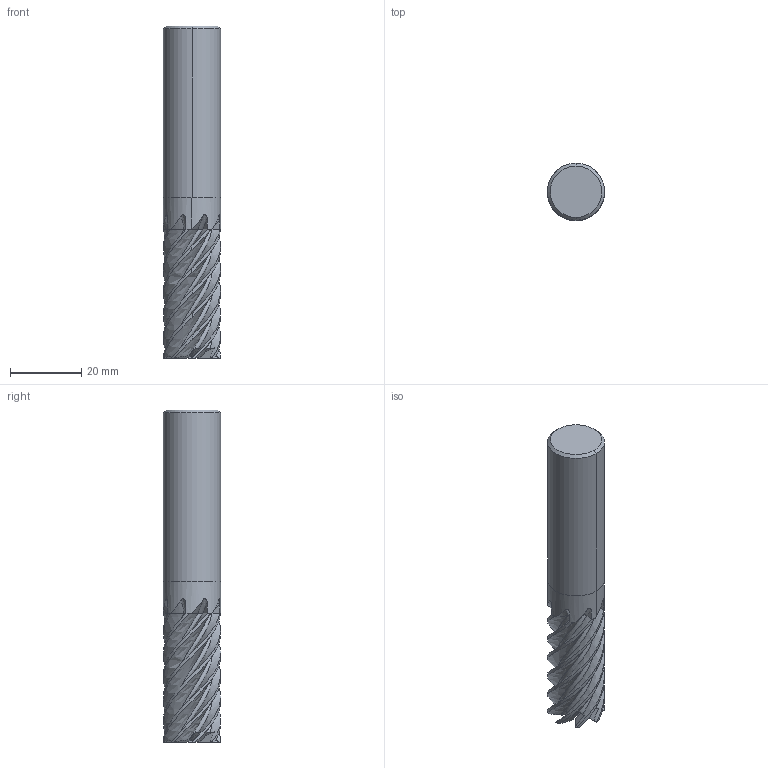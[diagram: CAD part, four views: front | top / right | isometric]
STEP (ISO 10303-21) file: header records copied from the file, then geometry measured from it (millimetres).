
FILE_DESCRIPTION(('no description'),'unknown implementation level');
FILE_NAME('K201523-16X36-Detail.stp',' ',('CIMSOURCE GmbH'),('CADClick - KiM GmbH - www.kimweb.de'),'unknown preprocess','ACIS','unknown authorization');
FILE_SCHEMA(('automotive_design'));
Length unit declared in the file: millimetre
Products named in the file (2): NOCUT; CUT
Bounding box: 16 x 16 x 93 mm (x, y, z)
Volume: 16019.3 mm3; surface area: 8175.1 mm2
Topology: 2 solids, 2 shells, 222 faces, 642 edges, 424 vertices
Faces by surface type: plane 92, bspline 64, revolution 32, cone 24, cylinder 10
Entity records: 41389 total; most frequent: CARTESIAN_POINT 28954, STYLED_ITEM 1290, PRESENTATION_STYLE_ASSIGNMENT 1290, COLOUR_RGB 1290, ORIENTED_EDGE 1284, DIRECTION 866, EDGE_CURVE 642, CURVE_STYLE 642
